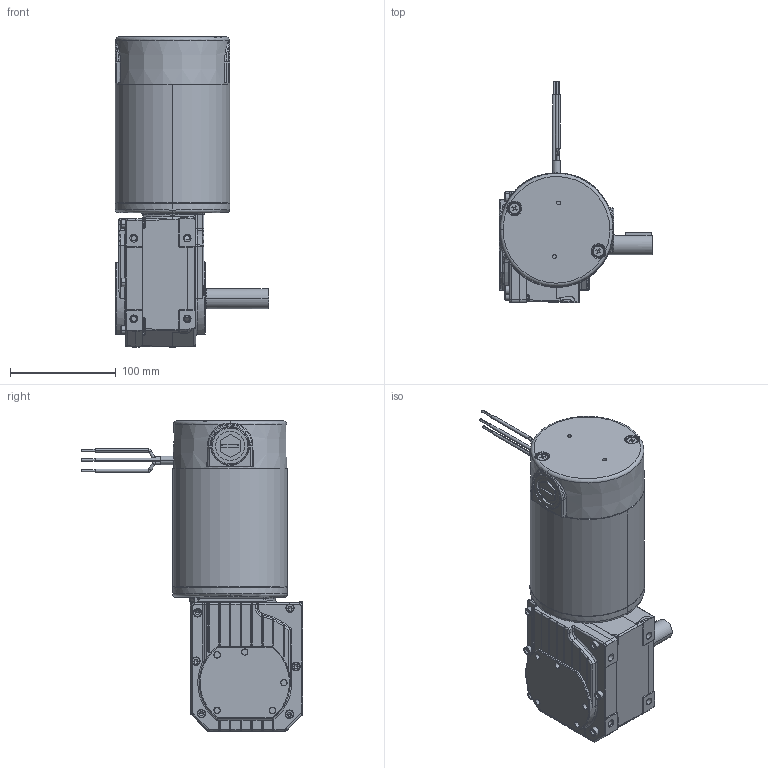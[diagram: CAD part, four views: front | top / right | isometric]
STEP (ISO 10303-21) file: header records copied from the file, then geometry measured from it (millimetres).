
FILE_DESCRIPTION (( 'STEP AP203' ), '1' );
FILE_NAME ('INFM0025.STEP', '2013-03-25T19:15:12', ( 'Admin' ), ( 'Bodine Electric Company' ), 'SwSTEP 2.0', 'SolidWorks 2012', '' );
FILE_SCHEMA (( 'CONFIG_CONTROL_DESIGN' ));
Products named in the file (1): INFM0025
Bounding box: 145.11 x 208.78 x 292.66 mm (x, y, z)
Volume: 2513562.4 mm3; surface area: 252452 mm2
Topology: 22 solids, 29 shells, 2067 faces, 4844 edges, 2861 vertices
Faces by surface type: cylinder 577, plane 545, torus 323, cone 314, bspline 263, sphere 45
Entity records: 66452 total; most frequent: CARTESIAN_POINT 20945, DIRECTION 9694, ORIENTED_EDGE 9558, EDGE_CURVE 4779, AXIS2_PLACEMENT_3D 3973, VERTEX_POINT 2861, EDGE_LOOP 2188, CIRCLE 2168
